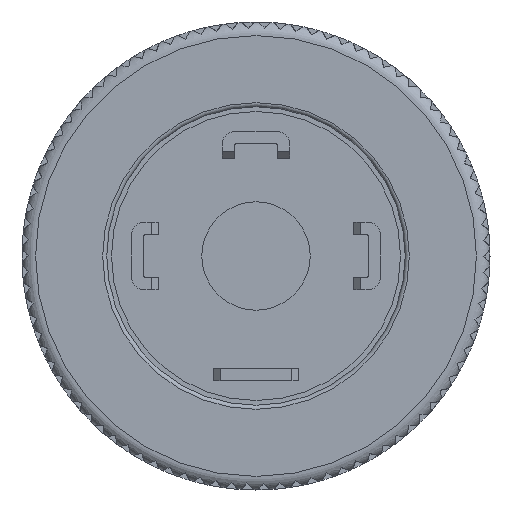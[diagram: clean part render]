
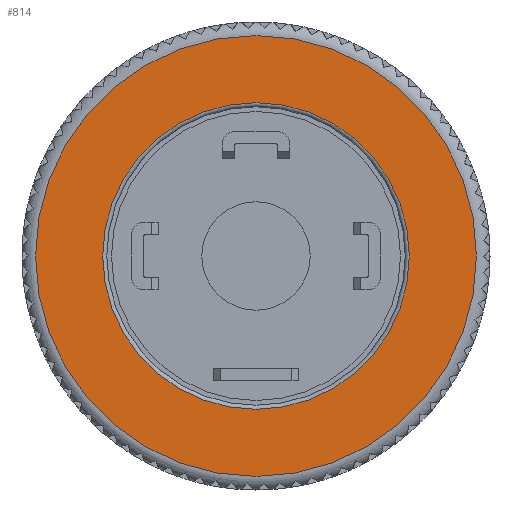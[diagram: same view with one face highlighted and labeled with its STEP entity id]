
A CAD part, front view. The second image highlights one B-rep face of the part: STEP entity #814.
In plain terms, the highlighted planar face has unit normal (0, -1, 0).
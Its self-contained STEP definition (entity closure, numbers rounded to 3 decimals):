
#814 = ADVANCED_FACE( '', ( #1808, #1809 ), #1810, .T. );
#1808 = FACE_OUTER_BOUND( '', #2971, .T. );
#1809 = FACE_BOUND( '', #2972, .T. );
#1810 = PLANE( '', #2973 );
#2971 = EDGE_LOOP( '', ( #5494 ) );
#2972 = EDGE_LOOP( '', ( #5495 ) );
#2973 = AXIS2_PLACEMENT_3D( '', #5496, #5497, #5498 );
#5494 = ORIENTED_EDGE( '', *, *, #8095, .T. );
#5495 = ORIENTED_EDGE( '', *, *, #7945, .T. );
#5496 = CARTESIAN_POINT( '', ( 0., -67.3, 0. ) );
#5497 = DIRECTION( '', ( 0., -1., 0. ) );
#5498 = DIRECTION( '', ( -1., 0., 0. ) );
#7945 = EDGE_CURVE( '', #9970, #9970, #9971, .T. );
#8095 = EDGE_CURVE( '', #10160, #10160, #10161, .T. );
#9970 = VERTEX_POINT( '', #13069 );
#9971 = CIRCLE( '', #13070, 11.3 );
#10160 = VERTEX_POINT( '', #13462 );
#10161 = CIRCLE( '', #13463, 16.25 );
#13069 = CARTESIAN_POINT( '', ( 0., -67.3, 11.3 ) );
#13070 = AXIS2_PLACEMENT_3D( '', #15546, #15547, #15548 );
#13462 = CARTESIAN_POINT( '', ( 0., -67.3, 16.25 ) );
#13463 = AXIS2_PLACEMENT_3D( '', #15633, #15634, #15635 );
#15546 = CARTESIAN_POINT( '', ( 0., -67.3, 0. ) );
#15547 = DIRECTION( '', ( 0., 1., 0. ) );
#15548 = DIRECTION( '', ( 0., 0., 1. ) );
#15633 = CARTESIAN_POINT( '', ( 0., -67.3, 0. ) );
#15634 = DIRECTION( '', ( 0., -1., 0. ) );
#15635 = DIRECTION( '', ( 0., 0., 1. ) );
